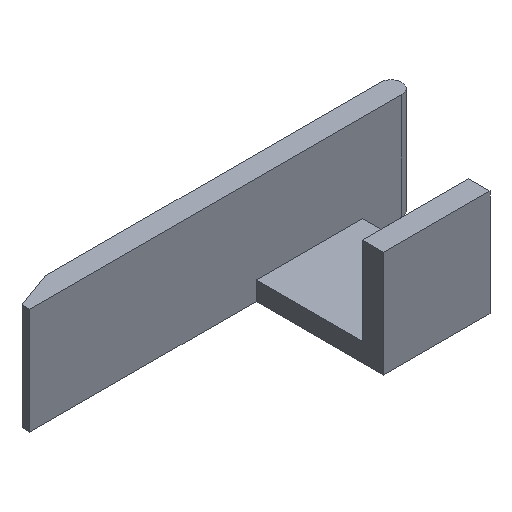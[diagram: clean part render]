
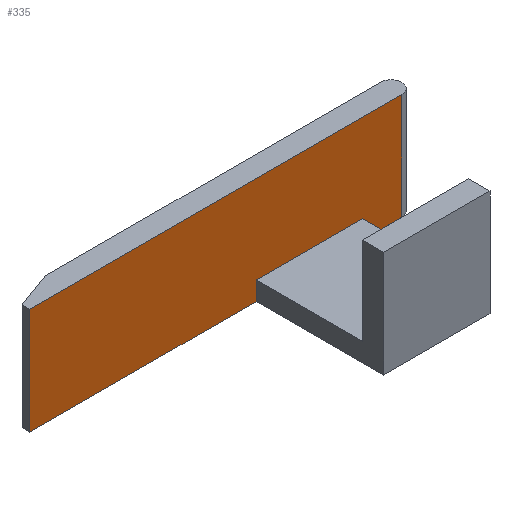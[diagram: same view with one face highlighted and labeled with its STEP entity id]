
A CAD part, isometric view. The second image highlights one B-rep face of the part: STEP entity #335.
In plain terms, the highlighted planar face has unit normal (0, -1, 0).
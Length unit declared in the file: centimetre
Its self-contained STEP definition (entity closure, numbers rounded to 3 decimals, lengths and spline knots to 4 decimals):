
#109=VECTOR('',#373,1.);
#110=VECTOR('',#376,1.);
#112=VECTOR('',#381,1.);
#113=VECTOR('',#382,1.);
#114=VECTOR('',#383,1.);
#115=VECTOR('',#384,1.);
#116=VECTOR('',#385,1.);
#139=LINE('',#432,#109);
#140=LINE('',#434,#110);
#142=LINE('',#440,#112);
#143=LINE('',#442,#113);
#144=LINE('',#444,#114);
#145=LINE('',#446,#115);
#146=LINE('',#448,#116);
#167=VERTEX_POINT('',#425);
#170=VERTEX_POINT('',#431);
#171=VERTEX_POINT('',#435);
#173=VERTEX_POINT('',#441);
#174=VERTEX_POINT('',#443);
#175=VERTEX_POINT('',#445);
#176=VERTEX_POINT('',#447);
#177=VERTEX_POINT('',#449);
#198=EDGE_CURVE('',#167,#170,#139,.T.);
#199=EDGE_CURVE('',#167,#171,#140,.T.);
#202=EDGE_CURVE('',#173,#170,#142,.T.);
#203=EDGE_CURVE('',#173,#174,#143,.T.);
#204=EDGE_CURVE('',#174,#175,#144,.T.);
#205=EDGE_CURVE('',#175,#176,#145,.T.);
#206=EDGE_CURVE('',#176,#177,#146,.T.);
#207=EDGE_CURVE('',#177,#171,#143,.T.);
#238=ORIENTED_EDGE('',*,*,#199,.F.);
#239=ORIENTED_EDGE('',*,*,#198,.T.);
#240=ORIENTED_EDGE('',*,*,#202,.F.);
#241=ORIENTED_EDGE('',*,*,#203,.T.);
#242=ORIENTED_EDGE('',*,*,#204,.T.);
#243=ORIENTED_EDGE('',*,*,#205,.T.);
#244=ORIENTED_EDGE('',*,*,#206,.T.);
#245=ORIENTED_EDGE('',*,*,#207,.T.);
#301=EDGE_LOOP('',(#238,#239,#240,#241,#242,#243,#244,#245));
#318=FACE_BOUND('',#301,.T.);
#335=ADVANCED_FACE('',(#318),#496,.T.);
#352=AXIS2_PLACEMENT_3D('',#439,#380,$);
#373=DIRECTION('',(-1.,0.,0.));
#376=DIRECTION('',(0.,0.,-1.));
#380=DIRECTION('',(0.,-1.,0.));
#381=DIRECTION('',(0.,0.,1.));
#382=DIRECTION('',(1.,0.,0.));
#383=DIRECTION('',(0.,0.,1.));
#384=DIRECTION('',(1.,0.,0.));
#385=DIRECTION('',(0.,0.,-1.));
#425=CARTESIAN_POINT('',(0.87,1.2,1.));
#431=CARTESIAN_POINT('',(-2.63,1.2,1.));
#432=CARTESIAN_POINT('',(-2.63,1.2,1.));
#434=CARTESIAN_POINT('',(0.87,1.2,0.));
#435=CARTESIAN_POINT('',(0.87,1.2,0.));
#439=CARTESIAN_POINT('',(-0.83,1.2,0.));
#440=CARTESIAN_POINT('',(-2.63,1.2,0.));
#441=CARTESIAN_POINT('',(-2.63,1.2,0.));
#442=CARTESIAN_POINT('',(-2.63,1.2,0.));
#443=CARTESIAN_POINT('',(-0.5,1.2,0.));
#444=CARTESIAN_POINT('',(-0.5,1.2,0.));
#445=CARTESIAN_POINT('',(-0.5,1.2,0.175));
#446=CARTESIAN_POINT('',(-0.415,1.2,0.175));
#447=CARTESIAN_POINT('',(0.5,1.2,0.175));
#448=CARTESIAN_POINT('',(0.5,1.2,0.));
#449=CARTESIAN_POINT('',(0.5,1.2,0.));
#496=PLANE('',#352);
